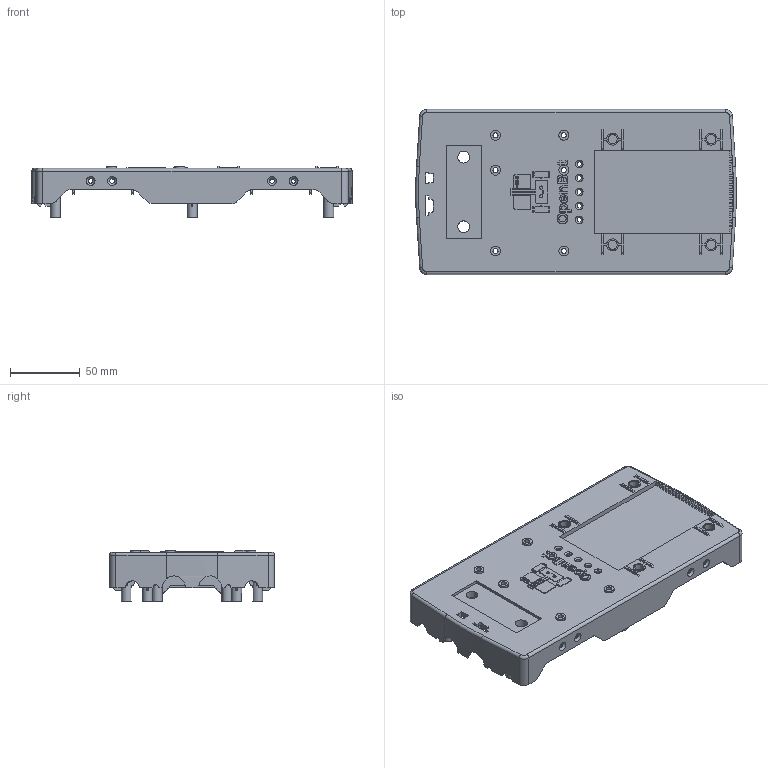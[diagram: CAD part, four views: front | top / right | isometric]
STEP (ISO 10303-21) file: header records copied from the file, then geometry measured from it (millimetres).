
FILE_DESCRIPTION(/* description */ (''),/* implementation_level */ '2;1');
FILE_NAME(/* name */ 'rtr_top.step',/* time_stamp */ '2022-05-30T22:00:47+02:00',/* author */ (''),/* organization */ (''),/* preprocessor_version */ 'ST-DEVELOPER v18.1',/* originating_system */ 'Autodesk Translation Framework v10.14.0.1471',/* authorisation */ '');
FILE_SCHEMA (('AUTOMOTIVE_DESIGN { 1 0 10303 214 3 1 1 }'));
Length unit declared in the file: millimetre
Products named in the file (1): 03_DC_CAR_HOUSING_TOP
Bounding box: 229.93 x 118.44 x 36.94 mm (x, y, z)
Volume: 123027.1 mm3; surface area: 118085.9 mm2
Topology: 1 solids, 1 shells, 1127 faces, 3171 edges, 2096 vertices
Faces by surface type: plane 871, cylinder 176, bspline 57, cone 17, torus 6
Full cylindrical faces by diameter (mm): 3.3 x2, 3.4 x13, 3.6 x6, 4 x6, 5 x5, 5.3 x6, 6.4 x2, 6.6 x4, 7.1 x12, 7.2 x6, 7.6 x5, 8.5 x2, 8.6 x2, 12 x2
Entity records: 41643 total; most frequent: CARTESIAN_POINT 12303, ORIENTED_EDGE 6342, DIRECTION 5709, EDGE_CURVE 3171, LINE 2497, VECTOR 2497, VERTEX_POINT 2096, AXIS2_PLACEMENT_3D 1606
